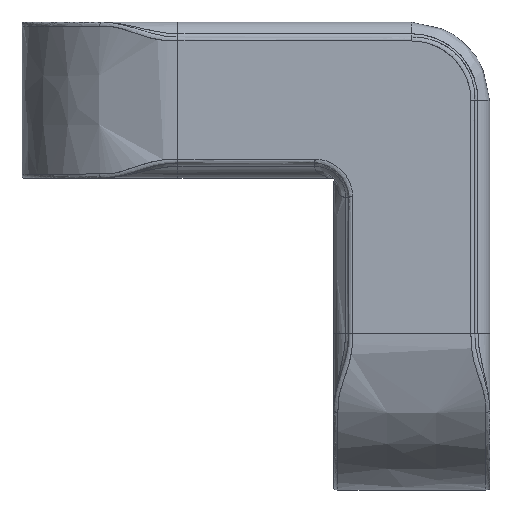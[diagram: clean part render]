
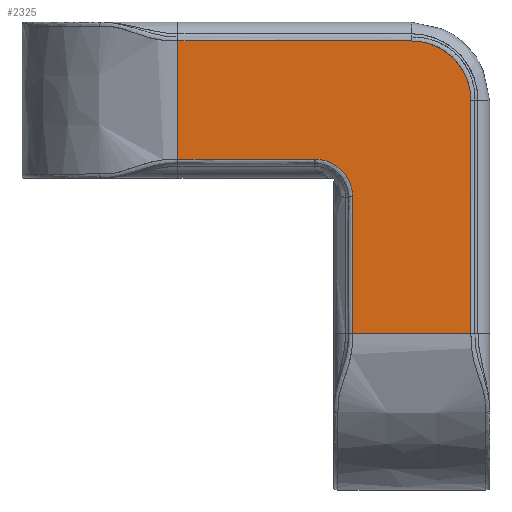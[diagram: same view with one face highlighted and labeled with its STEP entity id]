
A CAD part, top view. The second image highlights one B-rep face of the part: STEP entity #2325.
In plain terms, the highlighted free-form (B-spline) face has degree [3, 3] with [4, 4] control points.
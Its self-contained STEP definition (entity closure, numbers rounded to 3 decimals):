
#245=FACE_OUTER_BOUND('',#351,.T.);
#351=EDGE_LOOP('',(#1926,#1927,#1928,#1929,#1930,#1931,#1932,#1933));
#576=B_SPLINE_CURVE_WITH_KNOTS('',3,(#6980,#6981,#6982,#6983),
 .UNSPECIFIED.,.F.,.F.,(4,4),(0.28,0.47),
 .UNSPECIFIED.);
#577=B_SPLINE_CURVE_WITH_KNOTS('',3,(#6985,#6986,#6987,#6988),
 .UNSPECIFIED.,.F.,.F.,(4,4),(0.,0.968),.UNSPECIFIED.);
#578=B_SPLINE_CURVE_WITH_KNOTS('',3,(#6990,#6991,#6992,#6993,#6994,#6995,
#6996),.UNSPECIFIED.,.F.,.F.,(4,3,4),(0.968,1.181,
1.394),.UNSPECIFIED.);
#579=B_SPLINE_CURVE_WITH_KNOTS('',3,(#6998,#6999,#7000,#7001),
 .UNSPECIFIED.,.F.,.F.,(4,4),(0.,0.968),.UNSPECIFIED.);
#580=B_SPLINE_CURVE_WITH_KNOTS('',3,(#7003,#7004,#7005,#7006),
 .UNSPECIFIED.,.F.,.F.,(4,4),(0.53,0.72),
 .UNSPECIFIED.);
#581=B_SPLINE_CURVE_WITH_KNOTS('',3,(#7008,#7009,#7010,#7011),
 .UNSPECIFIED.,.F.,.F.,(4,4),(-0.75,-0.375),
 .UNSPECIFIED.);
#582=B_SPLINE_CURVE_WITH_KNOTS('',3,(#7013,#7014,#7015,#7016,#7017,#7018,
#7019),.UNSPECIFIED.,.F.,.F.,(4,3,4),(1.65,1.986,
2.322),.UNSPECIFIED.);
#583=B_SPLINE_CURVE_WITH_KNOTS('',3,(#7020,#7021,#7022,#7023),
 .UNSPECIFIED.,.F.,.F.,(4,4),(2.322,3.972),
 .UNSPECIFIED.);
#1006=VERTEX_POINT('',#6978);
#1007=VERTEX_POINT('',#6979);
#1008=VERTEX_POINT('',#6984);
#1009=VERTEX_POINT('',#6989);
#1010=VERTEX_POINT('',#6997);
#1011=VERTEX_POINT('',#7002);
#1012=VERTEX_POINT('',#7007);
#1013=VERTEX_POINT('',#7012);
#1466=EDGE_CURVE('',#1006,#1007,#576,.T.);
#1467=EDGE_CURVE('',#1007,#1008,#577,.T.);
#1468=EDGE_CURVE('',#1008,#1009,#578,.T.);
#1469=EDGE_CURVE('',#1009,#1010,#579,.T.);
#1470=EDGE_CURVE('',#1010,#1011,#580,.T.);
#1471=EDGE_CURVE('',#1011,#1012,#581,.T.);
#1472=EDGE_CURVE('',#1012,#1013,#582,.T.);
#1473=EDGE_CURVE('',#1013,#1006,#583,.T.);
#1926=ORIENTED_EDGE('',*,*,#1466,.T.);
#1927=ORIENTED_EDGE('',*,*,#1467,.T.);
#1928=ORIENTED_EDGE('',*,*,#1468,.T.);
#1929=ORIENTED_EDGE('',*,*,#1469,.T.);
#1930=ORIENTED_EDGE('',*,*,#1470,.T.);
#1931=ORIENTED_EDGE('',*,*,#1471,.T.);
#1932=ORIENTED_EDGE('',*,*,#1472,.T.);
#1933=ORIENTED_EDGE('',*,*,#1473,.T.);
#2236=B_SPLINE_SURFACE_WITH_KNOTS('',3,3,((#6962,#6963,#6964,#6965),(#6966,
#6967,#6968,#6969),(#6970,#6971,#6972,#6973),(#6974,#6975,#6976,#6977)),
 .UNSPECIFIED.,.F.,.F.,.F.,(4,4),(4,4),(0.,1.),(0.,1.),.UNSPECIFIED.);
#2325=ADVANCED_FACE('',(#245),#2236,.T.);
#6962=CARTESIAN_POINT('Ctrl Pts',(230.612,71.97,75.652));
#6963=CARTESIAN_POINT('Ctrl Pts',(245.279,71.97,75.652));
#6964=CARTESIAN_POINT('Ctrl Pts',(259.945,71.97,75.652));
#6965=CARTESIAN_POINT('Ctrl Pts',(274.612,71.97,75.652));
#6966=CARTESIAN_POINT('Ctrl Pts',(230.612,57.304,75.652));
#6967=CARTESIAN_POINT('Ctrl Pts',(245.279,57.304,75.652));
#6968=CARTESIAN_POINT('Ctrl Pts',(259.945,57.304,75.652));
#6969=CARTESIAN_POINT('Ctrl Pts',(274.612,57.304,75.652));
#6970=CARTESIAN_POINT('Ctrl Pts',(230.612,42.637,75.652));
#6971=CARTESIAN_POINT('Ctrl Pts',(245.279,42.637,75.652));
#6972=CARTESIAN_POINT('Ctrl Pts',(259.945,42.637,75.652));
#6973=CARTESIAN_POINT('Ctrl Pts',(274.612,42.637,75.652));
#6974=CARTESIAN_POINT('Ctrl Pts',(230.612,27.97,75.652));
#6975=CARTESIAN_POINT('Ctrl Pts',(245.279,27.97,75.652));
#6976=CARTESIAN_POINT('Ctrl Pts',(259.945,27.97,75.652));
#6977=CARTESIAN_POINT('Ctrl Pts',(274.612,27.97,75.652));
#6978=CARTESIAN_POINT('',(241.612,59.641,75.652));
#6979=CARTESIAN_POINT('',(241.612,51.299,75.652));
#6980=CARTESIAN_POINT('Ctrl Pts',(241.612,59.641,75.652));
#6981=CARTESIAN_POINT('Ctrl Pts',(241.612,56.86,75.652));
#6982=CARTESIAN_POINT('Ctrl Pts',(241.612,54.08,75.652));
#6983=CARTESIAN_POINT('Ctrl Pts',(241.612,51.299,75.652));
#6984=CARTESIAN_POINT('',(251.294,51.299,75.652));
#6985=CARTESIAN_POINT('Ctrl Pts',(241.612,51.299,75.652));
#6986=CARTESIAN_POINT('Ctrl Pts',(244.064,51.299,75.652));
#6987=CARTESIAN_POINT('Ctrl Pts',(248.841,51.299,75.652));
#6988=CARTESIAN_POINT('Ctrl Pts',(251.294,51.299,75.652));
#6989=CARTESIAN_POINT('',(253.941,48.653,75.652));
#6990=CARTESIAN_POINT('Ctrl Pts',(251.294,51.299,75.652));
#6991=CARTESIAN_POINT('Ctrl Pts',(251.994,51.299,75.652));
#6992=CARTESIAN_POINT('Ctrl Pts',(252.664,51.004,75.652));
#6993=CARTESIAN_POINT('Ctrl Pts',(253.155,50.513,75.652));
#6994=CARTESIAN_POINT('Ctrl Pts',(253.646,50.023,75.652));
#6995=CARTESIAN_POINT('Ctrl Pts',(253.941,49.352,75.652));
#6996=CARTESIAN_POINT('Ctrl Pts',(253.941,48.653,75.652));
#6997=CARTESIAN_POINT('',(253.941,38.97,75.652));
#6998=CARTESIAN_POINT('Ctrl Pts',(253.941,48.653,75.652));
#6999=CARTESIAN_POINT('Ctrl Pts',(253.941,46.202,75.652));
#7000=CARTESIAN_POINT('Ctrl Pts',(253.941,41.421,75.652));
#7001=CARTESIAN_POINT('Ctrl Pts',(253.941,38.97,75.652));
#7002=CARTESIAN_POINT('',(262.283,38.97,75.652));
#7003=CARTESIAN_POINT('Ctrl Pts',(253.941,38.97,75.652));
#7004=CARTESIAN_POINT('Ctrl Pts',(256.721,38.97,75.652));
#7005=CARTESIAN_POINT('Ctrl Pts',(259.502,38.97,75.652));
#7006=CARTESIAN_POINT('Ctrl Pts',(262.283,38.97,75.652));
#7007=CARTESIAN_POINT('',(262.283,55.47,75.652));
#7008=CARTESIAN_POINT('Ctrl Pts',(262.283,38.97,75.652));
#7009=CARTESIAN_POINT('Ctrl Pts',(262.283,44.47,75.652));
#7010=CARTESIAN_POINT('Ctrl Pts',(262.283,49.97,75.652));
#7011=CARTESIAN_POINT('Ctrl Pts',(262.283,55.47,75.652));
#7012=CARTESIAN_POINT('',(258.111,59.641,75.652));
#7013=CARTESIAN_POINT('Ctrl Pts',(262.283,55.47,75.652));
#7014=CARTESIAN_POINT('Ctrl Pts',(262.283,56.586,75.652));
#7015=CARTESIAN_POINT('Ctrl Pts',(261.848,57.63,75.652));
#7016=CARTESIAN_POINT('Ctrl Pts',(261.06,58.419,75.652));
#7017=CARTESIAN_POINT('Ctrl Pts',(260.271,59.207,75.652));
#7018=CARTESIAN_POINT('Ctrl Pts',(259.227,59.642,75.652));
#7019=CARTESIAN_POINT('Ctrl Pts',(258.111,59.641,75.652));
#7020=CARTESIAN_POINT('Ctrl Pts',(258.111,59.641,75.652));
#7021=CARTESIAN_POINT('Ctrl Pts',(253.983,59.641,75.652));
#7022=CARTESIAN_POINT('Ctrl Pts',(245.74,59.641,75.652));
#7023=CARTESIAN_POINT('Ctrl Pts',(241.612,59.641,75.652));
